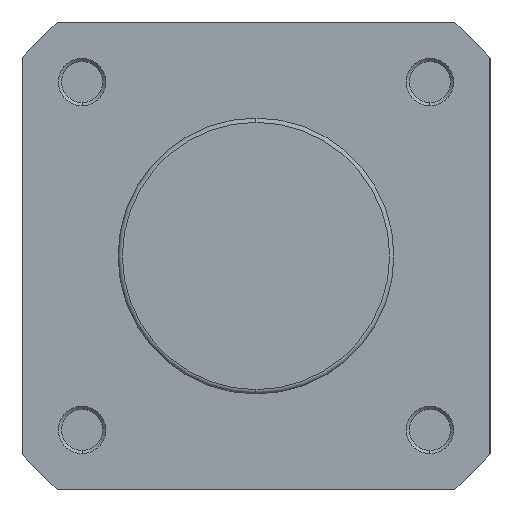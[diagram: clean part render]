
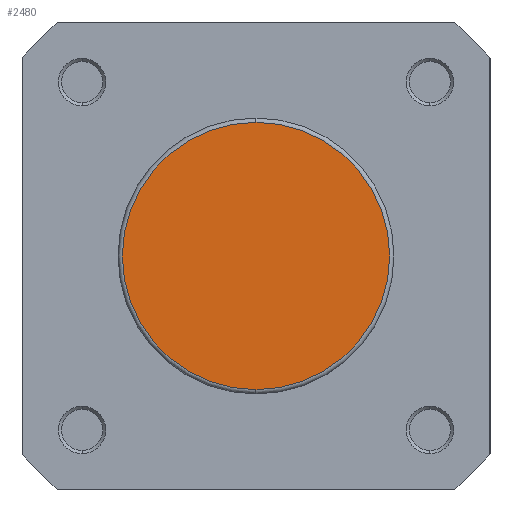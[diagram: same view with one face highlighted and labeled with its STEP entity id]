
A CAD part, left-side view. The second image highlights one B-rep face of the part: STEP entity #2480.
In plain terms, the highlighted planar face has unit normal (-1, 0, 0).
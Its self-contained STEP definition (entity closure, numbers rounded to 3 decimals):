
#16 = EDGE_LOOP ( 'NONE', ( #5347, #5346 ) ) ;
#237 = FACE_OUTER_BOUND ( 'NONE', #16, .T. ) ;
#647 = CIRCLE ( 'NONE', #4747, 21.7 ) ;
#755 = CIRCLE ( 'NONE', #4788, 21.7 ) ;
#1075 = CARTESIAN_POINT ( 'NONE',  ( 0., 0., 21.7 ) ) ;
#1076 = CARTESIAN_POINT ( 'NONE',  ( 0., 0., -21.7 ) ) ;
#1368 = CARTESIAN_POINT ( 'NONE',  ( 0., 0., 0. ) ) ;
#1369 = DIRECTION ( 'NONE',  ( -1., 0., 0. ) ) ;
#1370 = DIRECTION ( 'NONE',  ( 0., 0., -1. ) ) ;
#1556 = CARTESIAN_POINT ( 'NONE',  ( 0., 0., 0. ) ) ;
#1557 = DIRECTION ( 'NONE',  ( -1., 0., 0. ) ) ;
#1558 = DIRECTION ( 'NONE',  ( 0., 0., -1. ) ) ;
#2480 = ADVANCED_FACE ( 'NONE', ( #237 ), #3152, .F. ) ;
#2854 = VERTEX_POINT ( 'NONE', #1075 ) ;
#2855 = VERTEX_POINT ( 'NONE', #1076 ) ;
#3151 = CARTESIAN_POINT ( 'NONE',  ( 0., 22.4, 0. ) ) ;
#3152 = PLANE ( 'NONE',  #4542 ) ;
#3154 = DIRECTION ( 'NONE',  ( 1., 0., 0. ) ) ;
#3155 = DIRECTION ( 'NONE',  ( 0., 0., -1. ) ) ;
#3985 = EDGE_CURVE ( 'NONE', #2855, #2854, #647, .T. ) ;
#4059 = EDGE_CURVE ( 'NONE', #2854, #2855, #755, .T. ) ;
#4542 = AXIS2_PLACEMENT_3D ( 'NONE', #3151, #3154, #3155 ) ;
#4747 = AXIS2_PLACEMENT_3D ( 'NONE', #1368, #1369, #1370 ) ;
#4788 = AXIS2_PLACEMENT_3D ( 'NONE', #1556, #1557, #1558 ) ;
#5346 = ORIENTED_EDGE ( 'NONE', *, *, #4059, .T. ) ;
#5347 = ORIENTED_EDGE ( 'NONE', *, *, #3985, .T. ) ;
